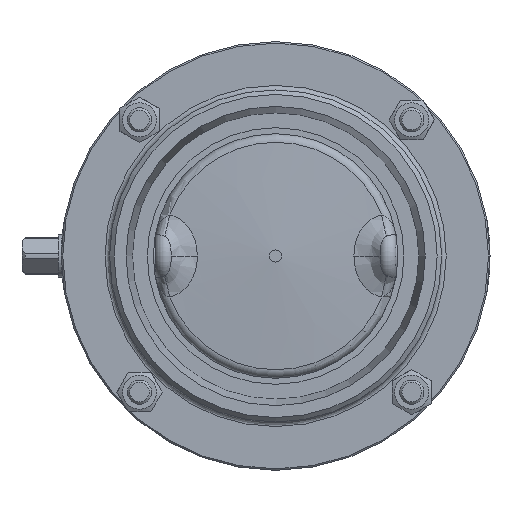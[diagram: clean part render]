
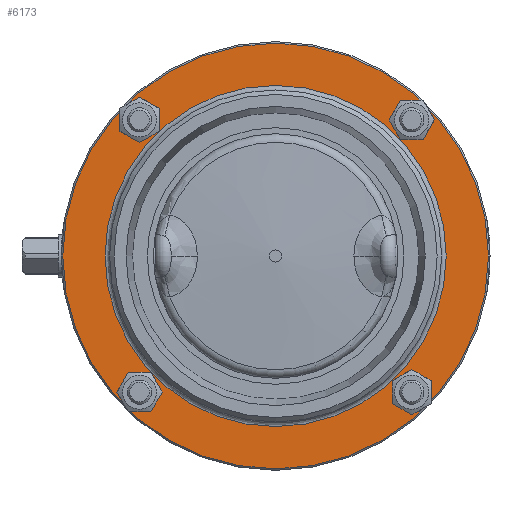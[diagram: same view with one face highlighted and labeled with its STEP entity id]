
A CAD part, left-side view. The second image highlights one B-rep face of the part: STEP entity #6173.
In plain terms, the highlighted planar face has unit normal (-1, 0, 0).
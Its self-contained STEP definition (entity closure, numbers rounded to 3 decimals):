
#202=CARTESIAN_POINT('',(-16.,-50.728,45.078));
#203=VERTEX_POINT('',#202);
#204=CARTESIAN_POINT('',(-16.,-45.078,45.078));
#205=DIRECTION('',(1.0,0.0,0.0));
#206=DIRECTION('',(0.0,-1.0,0.0));
#207=AXIS2_PLACEMENT_3D('',#204,#205,#206);
#208=CIRCLE('',#207,5.65);
#209=EDGE_CURVE('',#203,#203,#208,.T.);
#1080=CARTESIAN_POINT('',(-16.,50.728,-45.078));
#1081=VERTEX_POINT('',#1080);
#1082=CARTESIAN_POINT('',(-16.,45.078,-45.078));
#1083=DIRECTION('',(1.0,0.0,0.0));
#1084=DIRECTION('',(0.0,1.0,0.0));
#1085=AXIS2_PLACEMENT_3D('',#1082,#1083,#1084);
#1086=CIRCLE('',#1085,5.65);
#1087=EDGE_CURVE('',#1081,#1081,#1086,.T.);
#6103=CARTESIAN_POINT('',(-16.,70.5,0.));
#6104=VERTEX_POINT('',#6103);
#6105=CARTESIAN_POINT('',(-16.,0.,0.));
#6106=DIRECTION('',(-1.0,0.0,0.0));
#6107=DIRECTION('',(0.0,1.0,0.0));
#6108=AXIS2_PLACEMENT_3D('',#6105,#6106,#6107);
#6109=CIRCLE('',#6108,70.5);
#6110=EDGE_CURVE('',#6104,#6104,#6109,.T.);
#6126=CARTESIAN_POINT('',(-16.,63.5,0.));
#6127=DIRECTION('',(-1.0,0.0,0.0));
#6128=DIRECTION('',(0.0,0.0,1.0));
#6129=AXIS2_PLACEMENT_3D('',#6126,#6127,#6128);
#6130=PLANE('',#6129);
#6131=ORIENTED_EDGE('',*,*,#6110,.T.);
#6132=EDGE_LOOP('',(#6131));
#6133=FACE_OUTER_BOUND('',#6132,.T.);
#6134=CARTESIAN_POINT('',(-16.,45.078,50.728));
#6135=VERTEX_POINT('',#6134);
#6136=CARTESIAN_POINT('',(-16.,45.078,45.078));
#6137=DIRECTION('',(1.0,0.0,0.0));
#6138=DIRECTION('',(0.0,0.0,1.0));
#6139=AXIS2_PLACEMENT_3D('',#6136,#6137,#6138);
#6140=CIRCLE('',#6139,5.65);
#6141=EDGE_CURVE('',#6135,#6135,#6140,.T.);
#6142=ORIENTED_EDGE('',*,*,#6141,.T.);
#6143=EDGE_LOOP('',(#6142));
#6144=FACE_BOUND('',#6143,.T.);
#6145=ORIENTED_EDGE('',*,*,#209,.T.);
#6146=EDGE_LOOP('',(#6145));
#6147=FACE_BOUND('',#6146,.T.);
#6148=CARTESIAN_POINT('',(-16.,-45.078,-50.728));
#6149=VERTEX_POINT('',#6148);
#6150=CARTESIAN_POINT('',(-16.,-45.078,-45.078));
#6151=DIRECTION('',(1.0,0.0,0.0));
#6152=DIRECTION('',(0.0,0.0,-1.0));
#6153=AXIS2_PLACEMENT_3D('',#6150,#6151,#6152);
#6154=CIRCLE('',#6153,5.65);
#6155=EDGE_CURVE('',#6149,#6149,#6154,.T.);
#6156=ORIENTED_EDGE('',*,*,#6155,.T.);
#6157=EDGE_LOOP('',(#6156));
#6158=FACE_BOUND('',#6157,.T.);
#6159=ORIENTED_EDGE('',*,*,#1087,.T.);
#6160=EDGE_LOOP('',(#6159));
#6161=FACE_BOUND('',#6160,.T.);
#6162=CARTESIAN_POINT('',(-16.,56.5,0.));
#6163=VERTEX_POINT('',#6162);
#6164=CARTESIAN_POINT('',(-16.,0.,0.));
#6165=DIRECTION('',(-1.0,0.0,0.0));
#6166=DIRECTION('',(0.0,1.0,0.0));
#6167=AXIS2_PLACEMENT_3D('',#6164,#6165,#6166);
#6168=CIRCLE('',#6167,56.5);
#6169=EDGE_CURVE('',#6163,#6163,#6168,.T.);
#6170=ORIENTED_EDGE('',*,*,#6169,.F.);
#6171=EDGE_LOOP('',(#6170));
#6172=FACE_BOUND('',#6171,.T.);
#6173=ADVANCED_FACE('',(#6133,#6144,#6147,#6158,#6161,#6172),#6130,.T.);
